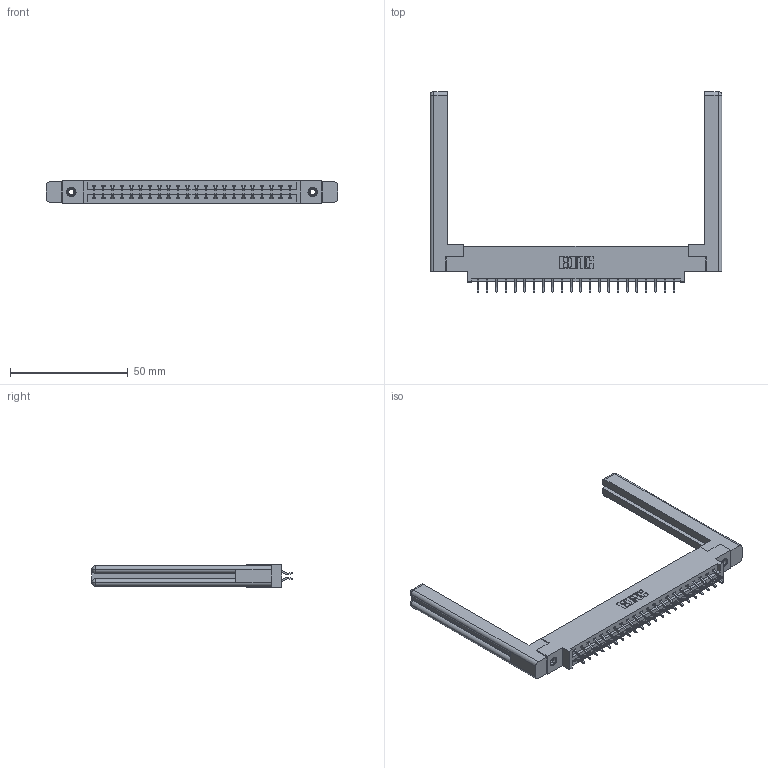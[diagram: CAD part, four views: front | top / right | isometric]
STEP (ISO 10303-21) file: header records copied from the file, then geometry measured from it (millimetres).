
FILE_DESCRIPTION (( 'STEP AP203' ), '1' );
FILE_NAME ('387-044-556-858.STEP', '2019-10-18T06:24:04', ( '' ), ( '' ), 'SwSTEP 2.0', 'SolidWorks 2016', '' );
FILE_SCHEMA (( 'CONFIG_CONTROL_DESIGN' ));
Length unit declared in the file: inch
Products named in the file (5): 337 Part_0.170 Offset - 0.156 Dia-TI; 345-250-001_345-250-001-102; 345-292-001_556 Tail; 387-044-556-858; 307-220-058
Assembly tree (49 placements, depth 2):
  387-044-556-858
    337 Part_0.170 Offset - 0.156 Dia-TI
    345-292-001_556 Tail  x44
    345-250-001_345-250-001-102  x2
    307-220-058  x2
Bounding box: 123.8 x 84.98 x 9.4 mm (x, y, z)
Volume: 19803.9 mm3; surface area: 19227.8 mm2
Topology: 49 solids, 49 shells, 2900 faces, 8553 edges, 5630 vertices
Faces by surface type: plane 2006, cylinder 870, cone 12, torus 12
Entity records: 22630 total; most frequent: CARTESIAN_POINT 3853, ORIENTED_EDGE 3716, DIRECTION 3318, EDGE_CURVE 1858, LINE 1674, VECTOR 1674, VERTEX_POINT 1230, AXIS2_PLACEMENT_3D 822
